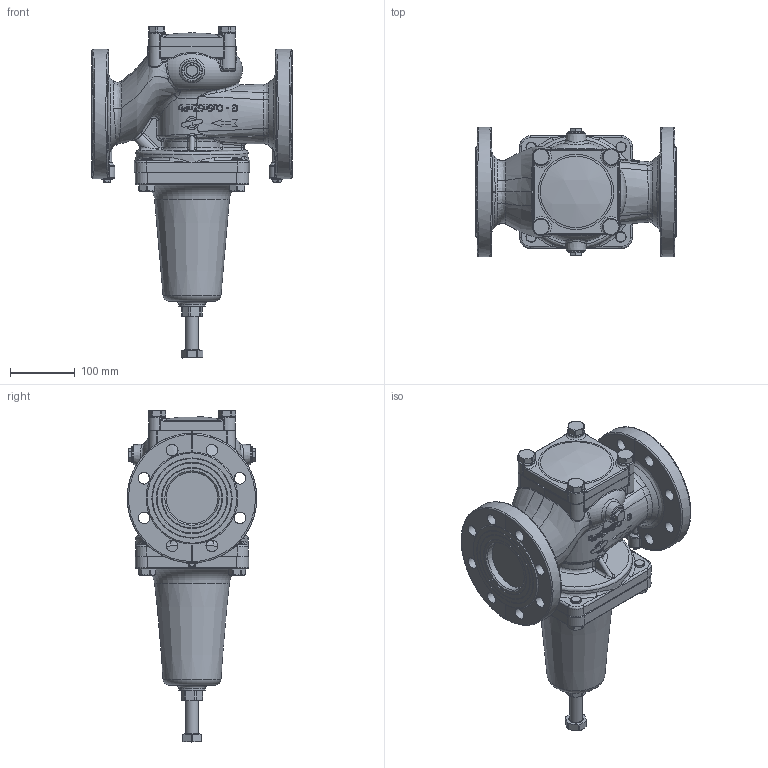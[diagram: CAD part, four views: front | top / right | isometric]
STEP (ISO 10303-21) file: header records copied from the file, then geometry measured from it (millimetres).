
FILE_DESCRIPTION(/* description */ (''),/* implementation_level */ '2;1');
FILE_NAME(/* name */ '067809.stp',/* time_stamp */ '2015-10-27T11:11:07+01:00',/* author */ ('powierski'),/* organization */ (''),/* preprocessor_version */ 'ST-DEVELOPER v15.6',/* originating_system */ 'Autodesk Inventor 2015',/* authorisation */ '');
FILE_SCHEMA (('AUTOMOTIVE_DESIGN { 1 0 10303 214 3 1 1 }'));
Length unit declared in the file: millimetre
Products named in the file (1): 067809_step
Bounding box: 310 x 200 x 512.89 mm (x, y, z)
Volume: 8132286.6 mm3; surface area: 475860 mm2
Topology: 1 solids, 25 shells, 1440 faces, 3563 edges, 2196 vertices
Faces by surface type: bspline 517, plane 428, cylinder 286, cone 159, torus 41, sphere 9
Full cylindrical faces by diameter (mm): 5 x1, 11.445 x2, 13.835 x4, 16 x12, 16.5 x2, 17.5 x4, 18 x28, 18.5 x4, 18.631 x2, 20 x2, 22 x1, 25 x2, 26 x4, 80 x2, 119.44 x1, 174 x1, 200 x2
Entity records: 57536 total; most frequent: CARTESIAN_POINT 26638, ORIENTED_EDGE 6628, DIRECTION 4834, EDGE_CURVE 3309, VERTEX_POINT 2128, AXIS2_PLACEMENT_3D 1963, EDGE_LOOP 1723, FACE_OUTER_BOUND 1440
